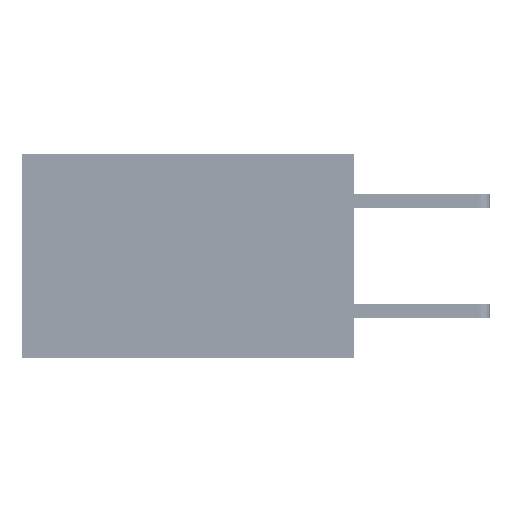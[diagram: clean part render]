
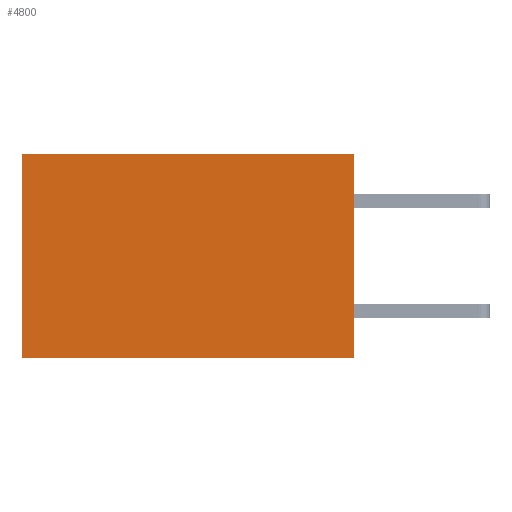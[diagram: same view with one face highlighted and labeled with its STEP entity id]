
A CAD part, left-side view. The second image highlights one B-rep face of the part: STEP entity #4800.
In plain terms, the highlighted planar face has unit normal (-1, 0, 0).
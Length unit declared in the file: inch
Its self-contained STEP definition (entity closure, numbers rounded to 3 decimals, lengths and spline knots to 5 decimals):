
#809 = LINE ( 'NONE', #22148, #28584 ) ;
#2436 = EDGE_CURVE ( 'NONE', #13801, #18469, #35849, .T. ) ;
#2616 = EDGE_LOOP ( 'NONE', ( #18088, #6308, #15022, #29106 ) ) ;
#2805 = EDGE_CURVE ( 'NONE', #18469, #19289, #5238, .T. ) ;
#4415 = CARTESIAN_POINT ( 'NONE',  ( 0.2875, 0., -0.37 ) ) ;
#4800 = ADVANCED_FACE ( 'NONE', ( #35545 ), #14262, .F. ) ;
#5238 = LINE ( 'NONE', #4415, #38665 ) ;
#6308 = ORIENTED_EDGE ( 'NONE', *, *, #2805, .F. ) ;
#7156 = DIRECTION ( 'NONE',  ( 0., 0., -1. ) ) ;
#11348 = DIRECTION ( 'NONE',  ( 0., 0., -1. ) ) ;
#13801 = VERTEX_POINT ( 'NONE', #23413 ) ;
#14262 = PLANE ( 'NONE',  #14905 ) ;
#14727 = VECTOR ( 'NONE', #21388, 39.37008 ) ;
#14905 = AXIS2_PLACEMENT_3D ( 'NONE', #46744, #35810, #7156 ) ;
#15022 = ORIENTED_EDGE ( 'NONE', *, *, #2436, .F. ) ;
#16957 = DIRECTION ( 'NONE',  ( 0., 0., -1. ) ) ;
#17426 = EDGE_CURVE ( 'NONE', #18241, #19289, #809, .T. ) ;
#17569 = CARTESIAN_POINT ( 'NONE',  ( 0.2875, 0., 0. ) ) ;
#18088 = ORIENTED_EDGE ( 'NONE', *, *, #17426, .T. ) ;
#18090 = CARTESIAN_POINT ( 'NONE',  ( 0.2875, 0., -0.37 ) ) ;
#18241 = VERTEX_POINT ( 'NONE', #27955 ) ;
#18469 = VERTEX_POINT ( 'NONE', #18090 ) ;
#19289 = VERTEX_POINT ( 'NONE', #33713 ) ;
#21388 = DIRECTION ( 'NONE',  ( 0., 1., 0. ) ) ;
#22148 = CARTESIAN_POINT ( 'NONE',  ( 0.2875, 0.6, 0. ) ) ;
#23413 = CARTESIAN_POINT ( 'NONE',  ( 0.2875, 0., 0. ) ) ;
#27955 = CARTESIAN_POINT ( 'NONE',  ( 0.2875, 0.6, 0. ) ) ;
#28584 = VECTOR ( 'NONE', #11348, 39.37008 ) ;
#29106 = ORIENTED_EDGE ( 'NONE', *, *, #39252, .T. ) ;
#33713 = CARTESIAN_POINT ( 'NONE',  ( 0.2875, 0.6, -0.37 ) ) ;
#34005 = LINE ( 'NONE', #17569, #14727 ) ;
#35545 = FACE_OUTER_BOUND ( 'NONE', #2616, .T. ) ;
#35762 = CARTESIAN_POINT ( 'NONE',  ( 0.2875, 0., 0. ) ) ;
#35810 = DIRECTION ( 'NONE',  ( 1., 0., 0. ) ) ;
#35849 = LINE ( 'NONE', #35762, #46102 ) ;
#38665 = VECTOR ( 'NONE', #40657, 39.37008 ) ;
#39252 = EDGE_CURVE ( 'NONE', #13801, #18241, #34005, .T. ) ;
#40657 = DIRECTION ( 'NONE',  ( 0., 1., 0. ) ) ;
#46102 = VECTOR ( 'NONE', #16957, 39.37008 ) ;
#46744 = CARTESIAN_POINT ( 'NONE',  ( 0.2875, 0., 0. ) ) ;
